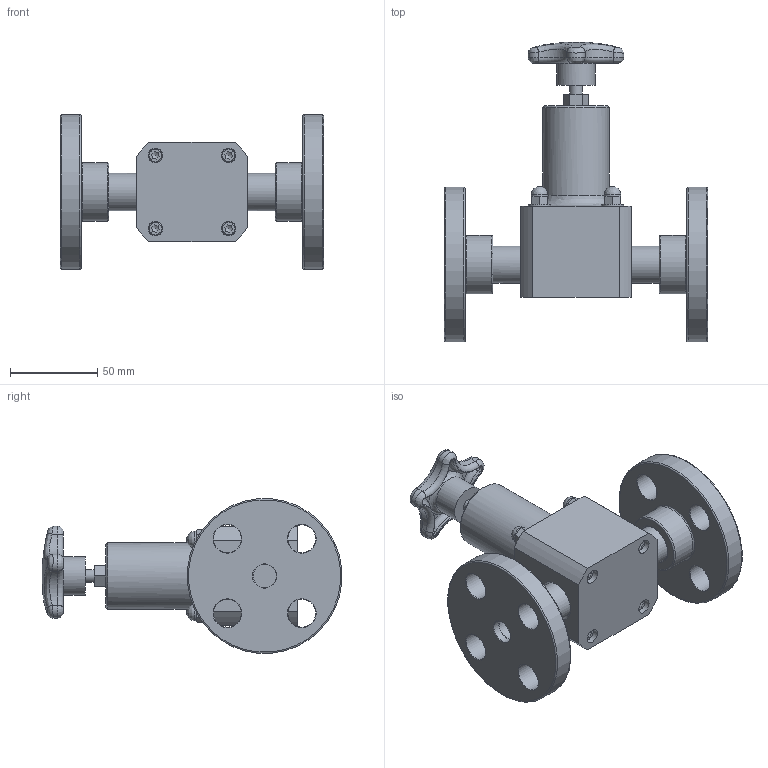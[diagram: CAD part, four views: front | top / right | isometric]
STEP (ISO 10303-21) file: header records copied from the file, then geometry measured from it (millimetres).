
FILE_DESCRIPTION((''),'2;1');
FILE_NAME('TVBF45-PVC-G_R0.stp','2017-07-25T10:15:13',('salesdesk5'),(''),'Autodesk Inventor 2009','Autodesk Inventor 2009','');
FILE_SCHEMA(('AUTOMOTIVE_DESIGN { 1 0 10303 214 1 1 1 1 }'));
Length unit declared in the file: inch
Products named in the file (1): TVBF45-PVC-G_R0
Bounding box: 150.88 x 171.83 x 88.56 mm (x, y, z)
Volume: 422950.2 mm3; surface area: 83192.2 mm2
Topology: 1 solids, 5 shells, 415 faces, 977 edges, 595 vertices
Faces by surface type: plane 156, cone 75, bspline 67, cylinder 63, torus 41, sphere 13
Full cylindrical faces by diameter (mm): 3.734 x4, 7.442 x1, 7.925 x4, 9.525 x4, 12.7 x4, 13.36 x2, 16.002 x8, 22.098 x1, 33.541 x2, 38.1 x1, 88.9 x2
Entity records: 14184 total; most frequent: CARTESIAN_POINT 5332, DIRECTION 1726, ORIENTED_EDGE 1706, EDGE_CURVE 853, AXIS2_PLACEMENT_3D 751, VERTEX_POINT 576, EDGE_LOOP 559, FACE_OUTER_BOUND 415
